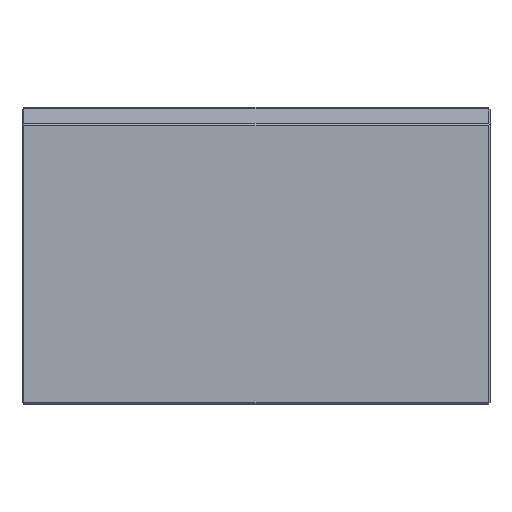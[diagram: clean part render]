
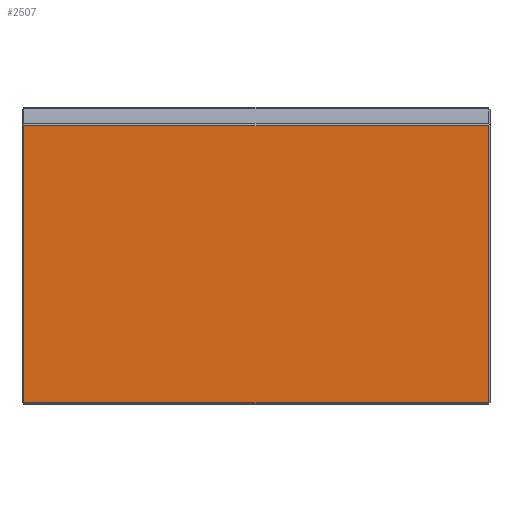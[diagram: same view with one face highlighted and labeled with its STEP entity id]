
A CAD part, top view. The second image highlights one B-rep face of the part: STEP entity #2507.
In plain terms, the highlighted planar face has unit normal (0, 0, 1).
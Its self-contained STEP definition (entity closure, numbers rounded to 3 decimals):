
#180 = DIRECTION ( 'NONE',  ( 1., 0., 0. ) ) ;
#342 = VECTOR ( 'NONE', #2085, 1000. ) ;
#473 = CARTESIAN_POINT ( 'NONE',  ( 62., 0.5, 6. ) ) ;
#765 = VERTEX_POINT ( 'NONE', #4072 ) ;
#957 = EDGE_CURVE ( 'NONE', #1621, #2159, #4458, .T. ) ;
#1084 = ORIENTED_EDGE ( 'NONE', *, *, #957, .T. ) ;
#1090 = VECTOR ( 'NONE', #5359, 1000. ) ;
#1320 = VECTOR ( 'NONE', #3948, 1000. ) ;
#1426 = LINE ( 'NONE', #2559, #342 ) ;
#1621 = VERTEX_POINT ( 'NONE', #473 ) ;
#1650 = CARTESIAN_POINT ( 'NONE',  ( -62., 74.5, 6. ) ) ;
#1699 = VECTOR ( 'NONE', #3623, 1000. ) ;
#1751 = EDGE_LOOP ( 'NONE', ( #1084, #3088, #3234, #4398 ) ) ;
#1899 = CARTESIAN_POINT ( 'NONE',  ( -62.5, 74.5, 6. ) ) ;
#2085 = DIRECTION ( 'NONE',  ( 0., -1., 0. ) ) ;
#2159 = VERTEX_POINT ( 'NONE', #3436 ) ;
#2326 = EDGE_CURVE ( 'NONE', #765, #1621, #2448, .T. ) ;
#2448 = LINE ( 'NONE', #4757, #1320 ) ;
#2507 = ADVANCED_FACE ( 'NONE', ( #2693 ), #3819, .T. ) ;
#2559 = CARTESIAN_POINT ( 'NONE',  ( -62., 0., 6. ) ) ;
#2693 = FACE_OUTER_BOUND ( 'NONE', #1751, .T. ) ;
#2879 = CARTESIAN_POINT ( 'NONE',  ( 62., 75., 6. ) ) ;
#3088 = ORIENTED_EDGE ( 'NONE', *, *, #4479, .T. ) ;
#3234 = ORIENTED_EDGE ( 'NONE', *, *, #4729, .T. ) ;
#3399 = CARTESIAN_POINT ( 'NONE',  ( 0., 0., 6. ) ) ;
#3436 = CARTESIAN_POINT ( 'NONE',  ( 62., 74.5, 6. ) ) ;
#3623 = DIRECTION ( 'NONE',  ( -1., 0., 0. ) ) ;
#3819 = PLANE ( 'NONE',  #5110 ) ;
#3837 = DIRECTION ( 'NONE',  ( 0., 0., 1. ) ) ;
#3948 = DIRECTION ( 'NONE',  ( 1., 0., 0. ) ) ;
#4072 = CARTESIAN_POINT ( 'NONE',  ( -62., 0.5, 6. ) ) ;
#4398 = ORIENTED_EDGE ( 'NONE', *, *, #2326, .T. ) ;
#4458 = LINE ( 'NONE', #2879, #1090 ) ;
#4479 = EDGE_CURVE ( 'NONE', #2159, #5124, #5268, .T. ) ;
#4729 = EDGE_CURVE ( 'NONE', #5124, #765, #1426, .T. ) ;
#4757 = CARTESIAN_POINT ( 'NONE',  ( 62.5, 0.5, 6. ) ) ;
#5110 = AXIS2_PLACEMENT_3D ( 'NONE', #3399, #3837, #180 ) ;
#5124 = VERTEX_POINT ( 'NONE', #1650 ) ;
#5268 = LINE ( 'NONE', #1899, #1699 ) ;
#5359 = DIRECTION ( 'NONE',  ( 0., 1., 0. ) ) ;
